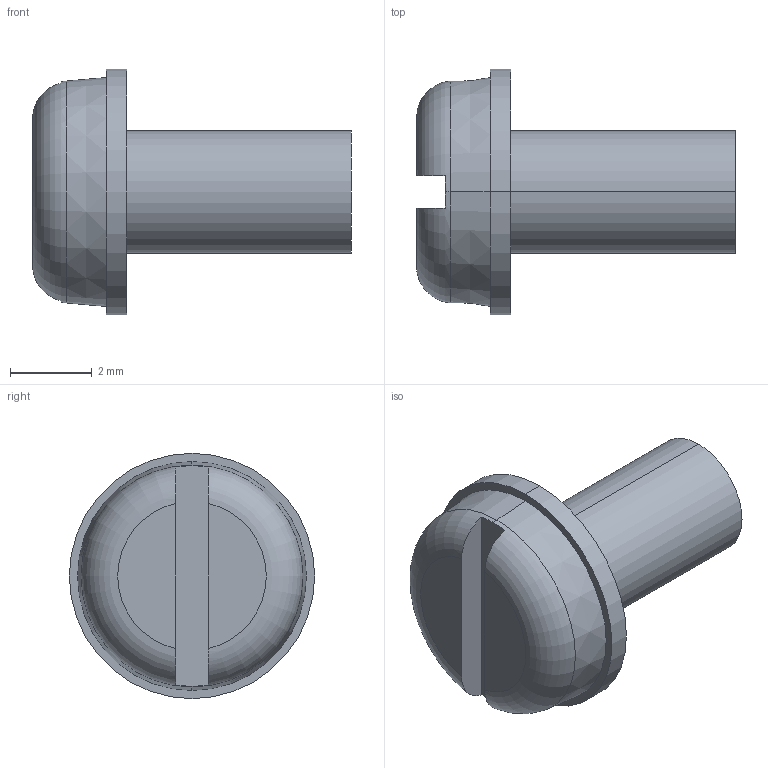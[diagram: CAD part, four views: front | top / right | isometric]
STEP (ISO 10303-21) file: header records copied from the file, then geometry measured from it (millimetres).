
FILE_DESCRIPTION (( 'STEP AP214' ), '1' );
FILE_NAME ('Screw_3mm.STEP', '2019-08-22T11:42:09', ( '' ), ( '' ), 'SwSTEP 2.0', 'SolidWorks 2018', '' );
FILE_SCHEMA (( 'AUTOMOTIVE_DESIGN' ));
Length unit declared in the file: millimetre
Products named in the file (3): Screw_3mm; plain washer small grade a_iso_Washer ISO 7092 - 3; slotted pan head screw_iso_ISO 1580 - M3 x 6 - 6N
Assembly tree (2 placements, depth 2):
  Screw_3mm
    slotted pan head screw_iso_ISO 1580 - M3 x 6 - 6N
    plain washer small grade a_iso_Washer ISO 7092 - 3
Bounding box: 7.8 x 6 x 6 mm (x, y, z)
Volume: 89.5 mm3; surface area: 189.7 mm2
Topology: 2 solids, 2 shells, 19 faces, 40 edges, 26 vertices
Faces by surface type: plane 9, cylinder 6, torus 2, cone 2
Entity records: 652 total; most frequent: CARTESIAN_POINT 114, DIRECTION 108, ORIENTED_EDGE 80, AXIS2_PLACEMENT_3D 48, EDGE_CURVE 40, VERTEX_POINT 26, CIRCLE 24, EDGE_LOOP 22
